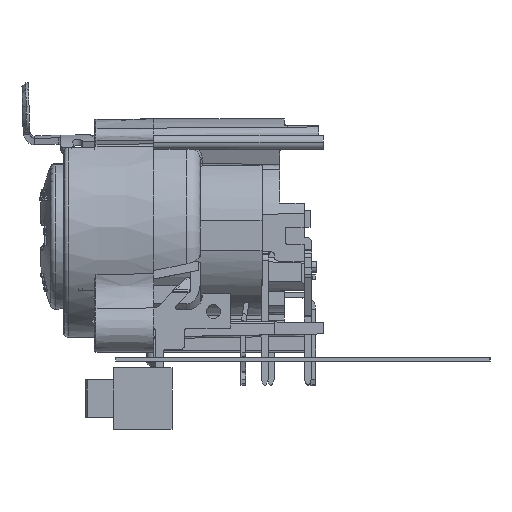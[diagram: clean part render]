
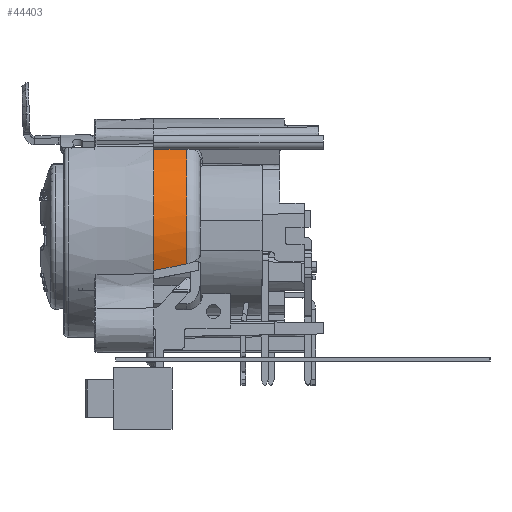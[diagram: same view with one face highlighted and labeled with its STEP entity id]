
A CAD part, left-side view. The second image highlights one B-rep face of the part: STEP entity #44403.
In plain terms, the highlighted conical face has half-angle 1 degrees and reference radius 10.925 mm.
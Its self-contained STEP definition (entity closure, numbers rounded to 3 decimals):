
#16058 = VERTEX_POINT('',#16059);
#16059 = CARTESIAN_POINT('',(10.309,-3.709,-6.35));
#16066 = EDGE_CURVE('',#16058,#16067,#16069,.T.);
#16067 = VERTEX_POINT('',#16068);
#16068 = CARTESIAN_POINT('',(5.834,9.273,-6.35));
#16069 = CIRCLE('',#16070,10.956);
#16070 = AXIS2_PLACEMENT_3D('',#16071,#16072,#16073);
#16071 = CARTESIAN_POINT('',(0.,0.,-6.35));
#16072 = DIRECTION('',(0.,0.,1.));
#16073 = DIRECTION('',(0.941,-0.339,0.));
#17451 = EDGE_CURVE('',#17452,#16058,#17454,.T.);
#17452 = VERTEX_POINT('',#17453);
#17453 = CARTESIAN_POINT('',(10.468,-3.017,
    -9.876));
#17454 = B_SPLINE_CURVE_WITH_KNOTS('',3,(#17455,#17456,#17457,#17458),
  .UNSPECIFIED.,.F.,.F.,(4,4),(0.,1.),.PIECEWISE_BEZIER_KNOTS.);
#17455 = CARTESIAN_POINT('',(10.468,-3.017,
    -9.876));
#17456 = CARTESIAN_POINT('',(10.422,-3.251,
    -8.701));
#17457 = CARTESIAN_POINT('',(10.368,-3.482,
    -7.526));
#17458 = CARTESIAN_POINT('',(10.309,-3.709,-6.35));
#44022 = EDGE_CURVE('',#16067,#44023,#44025,.T.);
#44023 = VERTEX_POINT('',#44024);
#44024 = CARTESIAN_POINT('',(5.745,9.256,
    -9.876));
#44025 = B_SPLINE_CURVE_WITH_KNOTS('',3,(#44026,#44027,#44028,#44029,
    #44030,#44031),.UNSPECIFIED.,.F.,.F.,(4,1,1,4),(0.,
    0.333,0.667,1.),.UNSPECIFIED.);
#44026 = CARTESIAN_POINT('',(5.834,9.273,-6.35));
#44027 = CARTESIAN_POINT('',(5.824,9.27,
    -6.781));
#44028 = CARTESIAN_POINT('',(5.804,9.266,
    -7.617));
#44029 = CARTESIAN_POINT('',(5.774,9.26,-8.79
    ));
#44030 = CARTESIAN_POINT('',(5.755,9.257,
    -9.523));
#44031 = CARTESIAN_POINT('',(5.745,9.256,
    -9.876));
#44316 = EDGE_CURVE('',#44023,#17452,#44317,.T.);
#44317 = CIRCLE('',#44318,10.894);
#44318 = AXIS2_PLACEMENT_3D('',#44319,#44320,#44321);
#44319 = CARTESIAN_POINT('',(0.,0.,-9.876));
#44320 = DIRECTION('',(0.,0.,-1.));
#44321 = DIRECTION('',(0.527,0.85,0.));
#44403 = ADVANCED_FACE('',(#44404),#44410,.T.);
#44404 = FACE_BOUND('',#44405,.T.);
#44405 = EDGE_LOOP('',(#44406,#44407,#44408,#44409));
#44406 = ORIENTED_EDGE('',*,*,#16066,.F.);
#44407 = ORIENTED_EDGE('',*,*,#17451,.F.);
#44408 = ORIENTED_EDGE('',*,*,#44316,.F.);
#44409 = ORIENTED_EDGE('',*,*,#44022,.F.);
#44410 = CONICAL_SURFACE('',#44411,10.925,0.017);
#44411 = AXIS2_PLACEMENT_3D('',#44412,#44413,#44414);
#44412 = CARTESIAN_POINT('',(0.,0.,-8.113));
#44413 = DIRECTION('',(0.,0.,1.));
#44414 = DIRECTION('',(1.,0.,0.));
